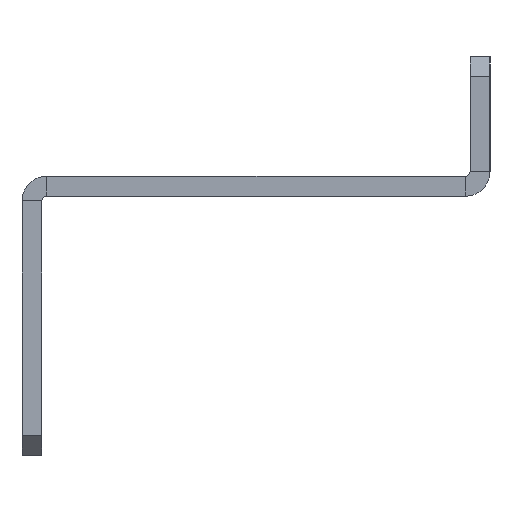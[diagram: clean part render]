
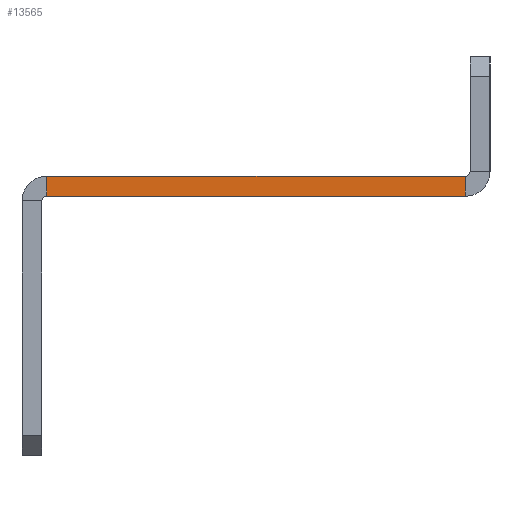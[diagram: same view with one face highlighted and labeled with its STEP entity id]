
A CAD part, left-side view. The second image highlights one B-rep face of the part: STEP entity #13565.
In plain terms, the highlighted planar face has unit normal (-1, 0, 0).
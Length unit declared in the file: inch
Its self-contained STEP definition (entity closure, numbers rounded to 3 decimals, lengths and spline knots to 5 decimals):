
#287 = VERTEX_POINT ( 'NONE', #7751 ) ;
#301 = VECTOR ( 'NONE', #13731, 39.37008 ) ;
#723 = CARTESIAN_POINT ( 'NONE',  ( 0., 0.154, -0.875 ) ) ;
#1422 = EDGE_LOOP ( 'NONE', ( #10317, #10323, #9064, #2647 ) ) ;
#1532 = LINE ( 'NONE', #10942, #13318 ) ;
#2399 = EDGE_CURVE ( 'NONE', #4634, #14876, #14864, .T. ) ;
#2430 = VERTEX_POINT ( 'NONE', #5845 ) ;
#2647 = ORIENTED_EDGE ( 'NONE', *, *, #14370, .T. ) ;
#3689 = DIRECTION ( 'NONE',  ( 0., 0., -1. ) ) ;
#4271 = CARTESIAN_POINT ( 'NONE',  ( 0., 0., -0.875 ) ) ;
#4343 = CARTESIAN_POINT ( 'NONE',  ( 0., 0.125, -0.721 ) ) ;
#4634 = VERTEX_POINT ( 'NONE', #723 ) ;
#5145 = CARTESIAN_POINT ( 'NONE',  ( 0., 0., -0.75 ) ) ;
#5424 = DIRECTION ( 'NONE',  ( -1., 0., 0. ) ) ;
#5704 = CARTESIAN_POINT ( 'NONE',  ( 0., 0.154, -0.75 ) ) ;
#5845 = CARTESIAN_POINT ( 'NONE',  ( 0., 2.781, -0.75 ) ) ;
#5937 = VECTOR ( 'NONE', #10216, 39.37008 ) ;
#7693 = AXIS2_PLACEMENT_3D ( 'NONE', #4343, #5424, #7958 ) ;
#7751 = CARTESIAN_POINT ( 'NONE',  ( 0., 2.781, -0.875 ) ) ;
#7958 = DIRECTION ( 'NONE',  ( 0., 0., 1. ) ) ;
#9064 = ORIENTED_EDGE ( 'NONE', *, *, #15139, .T. ) ;
#10128 = LINE ( 'NONE', #4271, #301 ) ;
#10216 = DIRECTION ( 'NONE',  ( 0., 1., 0. ) ) ;
#10251 = CARTESIAN_POINT ( 'NONE',  ( 0., 0.154, -0.875 ) ) ;
#10317 = ORIENTED_EDGE ( 'NONE', *, *, #11691, .F. ) ;
#10323 = ORIENTED_EDGE ( 'NONE', *, *, #2399, .T. ) ;
#10673 = VECTOR ( 'NONE', #13692, 39.37008 ) ;
#10942 = CARTESIAN_POINT ( 'NONE',  ( 0., 2.781, -0.75 ) ) ;
#10994 = LINE ( 'NONE', #5145, #5937 ) ;
#11285 = FACE_OUTER_BOUND ( 'NONE', #1422, .T. ) ;
#11691 = EDGE_CURVE ( 'NONE', #4634, #287, #10128, .T. ) ;
#12726 = PLANE ( 'NONE',  #7693 ) ;
#13318 = VECTOR ( 'NONE', #3689, 39.37008 ) ;
#13565 = ADVANCED_FACE ( 'NONE', ( #11285 ), #12726, .T. ) ;
#13692 = DIRECTION ( 'NONE',  ( 0., 0., 1. ) ) ;
#13731 = DIRECTION ( 'NONE',  ( 0., 1., 0. ) ) ;
#14370 = EDGE_CURVE ( 'NONE', #2430, #287, #1532, .T. ) ;
#14864 = LINE ( 'NONE', #10251, #10673 ) ;
#14876 = VERTEX_POINT ( 'NONE', #5704 ) ;
#15139 = EDGE_CURVE ( 'NONE', #14876, #2430, #10994, .T. ) ;
